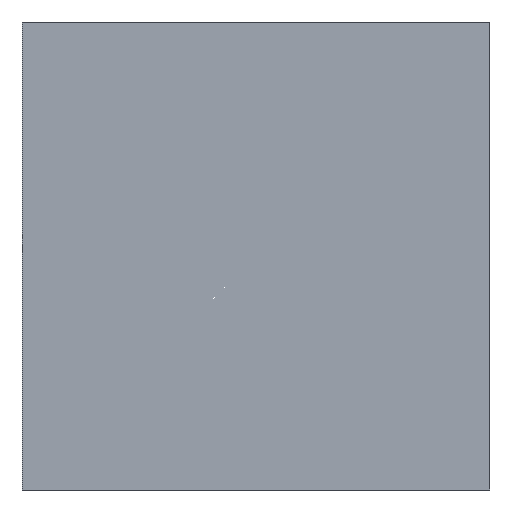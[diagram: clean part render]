
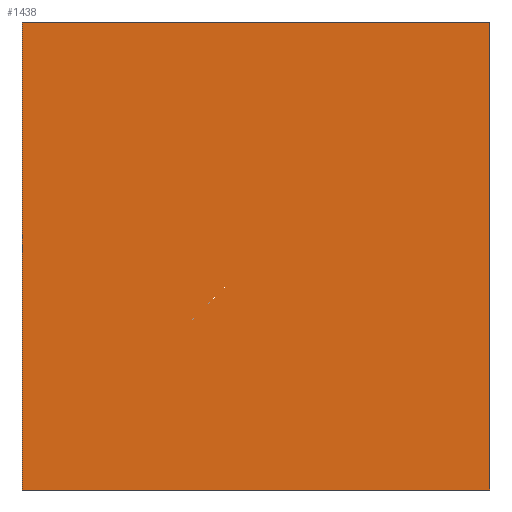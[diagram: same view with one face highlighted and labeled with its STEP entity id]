
A CAD part, front view. The second image highlights one B-rep face of the part: STEP entity #1438.
In plain terms, the highlighted planar face has unit normal (0, -1, 0).
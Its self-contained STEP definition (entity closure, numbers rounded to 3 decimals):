
#49 = ORIENTED_EDGE ( 'NONE', *, *, #813, .F. ) ;
#78 = VERTEX_POINT ( 'NONE', #490 ) ;
#89 = DIRECTION ( 'NONE',  ( 0., 1., 0. ) ) ;
#132 = CARTESIAN_POINT ( 'NONE',  ( 9.375, -1., 9.375 ) ) ;
#224 = VERTEX_POINT ( 'NONE', #1475 ) ;
#226 = LINE ( 'NONE', #1477, #515 ) ;
#280 = FACE_OUTER_BOUND ( 'NONE', #503, .T. ) ;
#401 = LINE ( 'NONE', #1594, #1000 ) ;
#402 = CARTESIAN_POINT ( 'NONE',  ( 0., -1., 0. ) ) ;
#414 = LINE ( 'NONE', #428, #708 ) ;
#422 = DIRECTION ( 'NONE',  ( -1., 0., 0. ) ) ;
#428 = CARTESIAN_POINT ( 'NONE',  ( -9.375, -1., -9.375 ) ) ;
#490 = CARTESIAN_POINT ( 'NONE',  ( 9.375, -1., 9.375 ) ) ;
#503 = EDGE_LOOP ( 'NONE', ( #551, #1533, #1128, #49 ) ) ;
#515 = VECTOR ( 'NONE', #1557, 1000. ) ;
#526 = CARTESIAN_POINT ( 'NONE',  ( -9.375, -1., -9.375 ) ) ;
#551 = ORIENTED_EDGE ( 'NONE', *, *, #1129, .F. ) ;
#562 = EDGE_CURVE ( 'NONE', #78, #627, #401, .T. ) ;
#600 = PLANE ( 'NONE',  #1310 ) ;
#627 = VERTEX_POINT ( 'NONE', #1202 ) ;
#708 = VECTOR ( 'NONE', #422, 1000. ) ;
#727 = DIRECTION ( 'NONE',  ( 0., 0., 1. ) ) ;
#789 = VERTEX_POINT ( 'NONE', #526 ) ;
#813 = EDGE_CURVE ( 'NONE', #224, #78, #1136, .T. ) ;
#1000 = VECTOR ( 'NONE', #1510, 1000. ) ;
#1121 = DIRECTION ( 'NONE',  ( 1., 0., 0. ) ) ;
#1128 = ORIENTED_EDGE ( 'NONE', *, *, #562, .F. ) ;
#1129 = EDGE_CURVE ( 'NONE', #789, #224, #226, .T. ) ;
#1136 = LINE ( 'NONE', #132, #1440 ) ;
#1202 = CARTESIAN_POINT ( 'NONE',  ( 9.375, -1., -9.375 ) ) ;
#1310 = AXIS2_PLACEMENT_3D ( 'NONE', #402, #89, #727 ) ;
#1330 = EDGE_CURVE ( 'NONE', #627, #789, #414, .T. ) ;
#1438 = ADVANCED_FACE ( 'NONE', ( #280 ), #600, .F. ) ;
#1440 = VECTOR ( 'NONE', #1121, 1000. ) ;
#1475 = CARTESIAN_POINT ( 'NONE',  ( -9.375, -1., 9.375 ) ) ;
#1477 = CARTESIAN_POINT ( 'NONE',  ( -9.375, -1., 9.375 ) ) ;
#1510 = DIRECTION ( 'NONE',  ( 0., 0., -1. ) ) ;
#1533 = ORIENTED_EDGE ( 'NONE', *, *, #1330, .F. ) ;
#1557 = DIRECTION ( 'NONE',  ( 0., 0., 1. ) ) ;
#1594 = CARTESIAN_POINT ( 'NONE',  ( 9.375, -1., -9.375 ) ) ;
